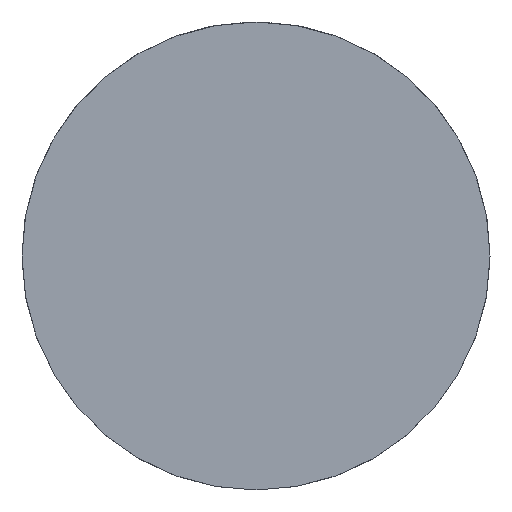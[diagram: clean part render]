
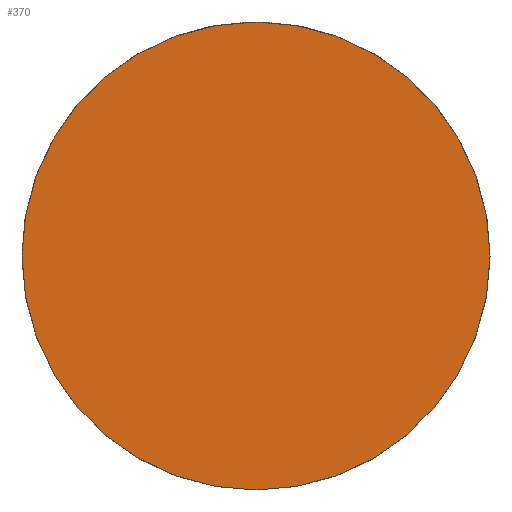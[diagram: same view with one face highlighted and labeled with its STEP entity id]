
A CAD part, left-side view. The second image highlights one B-rep face of the part: STEP entity #370.
In plain terms, the highlighted planar face has unit normal (-1, 0, 0).
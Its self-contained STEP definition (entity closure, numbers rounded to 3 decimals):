
#1 = AXIS2_PLACEMENT_3D ( 'NONE', #325, #34, #1002 ) ;
#27 = FACE_OUTER_BOUND ( 'NONE', #1052, .T. ) ;
#34 = DIRECTION ( 'NONE',  ( -1., 0., 0. ) ) ;
#50 = EDGE_CURVE ( 'NONE', #1250, #834, #1027, .T. ) ;
#161 = AXIS2_PLACEMENT_3D ( 'NONE', #1007, #429, #1097 ) ;
#274 = DIRECTION ( 'NONE',  ( 1., 0., 0. ) ) ;
#325 = CARTESIAN_POINT ( 'NONE',  ( 511.5, 0., 890. ) ) ;
#370 = ADVANCED_FACE ( 'NONE', ( #27 ), #522, .T. ) ;
#429 = DIRECTION ( 'NONE',  ( 1., 0., 0. ) ) ;
#522 = PLANE ( 'NONE',  #1 ) ;
#564 = DIRECTION ( 'NONE',  ( 0., 0., 1. ) ) ;
#669 = EDGE_CURVE ( 'NONE', #834, #1250, #1050, .T. ) ;
#752 = CARTESIAN_POINT ( 'NONE',  ( 511.5, 0., 870. ) ) ;
#815 = ORIENTED_EDGE ( 'NONE', *, *, #669, .F. ) ;
#830 = AXIS2_PLACEMENT_3D ( 'NONE', #1148, #274, #564 ) ;
#834 = VERTEX_POINT ( 'NONE', #964 ) ;
#955 = ORIENTED_EDGE ( 'NONE', *, *, #50, .F. ) ;
#964 = CARTESIAN_POINT ( 'NONE',  ( 511.5, 0., 910. ) ) ;
#1002 = DIRECTION ( 'NONE',  ( 0., 0., 1. ) ) ;
#1007 = CARTESIAN_POINT ( 'NONE',  ( 511.5, 0., 890. ) ) ;
#1027 = CIRCLE ( 'NONE', #161, 20. ) ;
#1050 = CIRCLE ( 'NONE', #830, 20. ) ;
#1052 = EDGE_LOOP ( 'NONE', ( #815, #955 ) ) ;
#1097 = DIRECTION ( 'NONE',  ( 0., 0., 1. ) ) ;
#1148 = CARTESIAN_POINT ( 'NONE',  ( 511.5, 0., 890. ) ) ;
#1250 = VERTEX_POINT ( 'NONE', #752 ) ;
